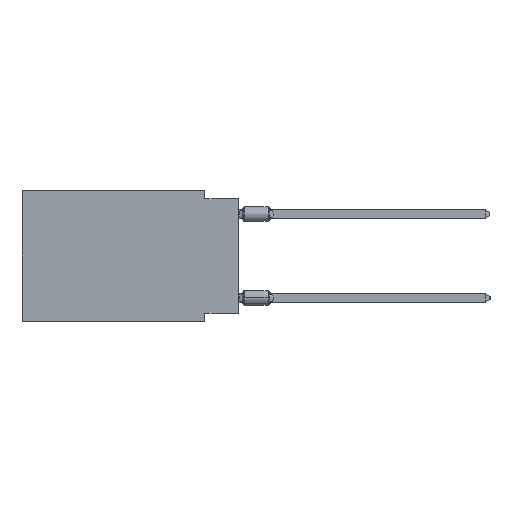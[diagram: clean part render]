
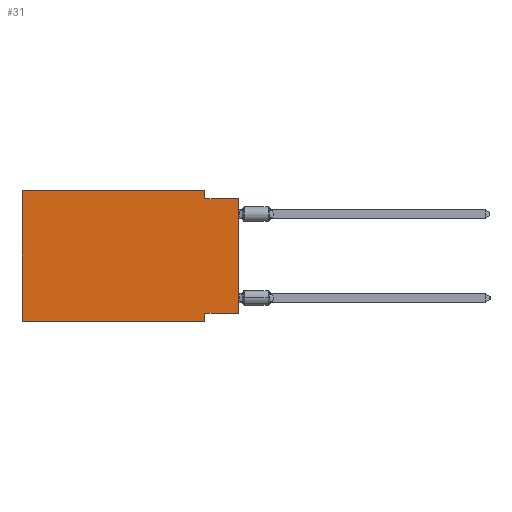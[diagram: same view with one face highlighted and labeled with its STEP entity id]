
A CAD part, left-side view. The second image highlights one B-rep face of the part: STEP entity #31.
In plain terms, the highlighted planar face has unit normal (-1, 0, 0).
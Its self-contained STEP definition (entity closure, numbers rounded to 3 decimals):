
#31 = ADVANCED_FACE ( 'NONE', ( #37947 ), #38367, .F. ) ;
#1898 = CARTESIAN_POINT ( 'NONE',  ( 0., 16.383, 0. ) ) ;
#2139 = VERTEX_POINT ( 'NONE', #20945 ) ;
#2671 = DIRECTION ( 'NONE',  ( 0., -1., 0. ) ) ;
#4108 = ORIENTED_EDGE ( 'NONE', *, *, #26210, .F. ) ;
#4958 = VECTOR ( 'NONE', #32609, 1000. ) ;
#6090 = EDGE_CURVE ( 'NONE', #24561, #10118, #20994, .T. ) ;
#6252 = ORIENTED_EDGE ( 'NONE', *, *, #12733, .F. ) ;
#7326 = EDGE_CURVE ( 'NONE', #32764, #2139, #37721, .T. ) ;
#9784 = CARTESIAN_POINT ( 'NONE',  ( 0., 16.383, -9.906 ) ) ;
#9984 = ORIENTED_EDGE ( 'NONE', *, *, #6090, .F. ) ;
#10118 = VERTEX_POINT ( 'NONE', #14711 ) ;
#10664 = DIRECTION ( 'NONE',  ( 0., 0., -1. ) ) ;
#10673 = VECTOR ( 'NONE', #37933, 1000. ) ;
#10891 = EDGE_CURVE ( 'NONE', #41268, #36927, #20119, .T. ) ;
#11265 = ORIENTED_EDGE ( 'NONE', *, *, #37473, .T. ) ;
#12354 = CARTESIAN_POINT ( 'NONE',  ( 0., 2.54, -9.271 ) ) ;
#12733 = EDGE_CURVE ( 'NONE', #21447, #2139, #29673, .T. ) ;
#13050 = CARTESIAN_POINT ( 'NONE',  ( 0., 16.383, 0. ) ) ;
#14542 = VECTOR ( 'NONE', #15651, 1000. ) ;
#14711 = CARTESIAN_POINT ( 'NONE',  ( 0., 2.54, 0. ) ) ;
#15651 = DIRECTION ( 'NONE',  ( 0., 0., 1. ) ) ;
#16943 = CARTESIAN_POINT ( 'NONE',  ( 0., 2.54, -0.635 ) ) ;
#17163 = ORIENTED_EDGE ( 'NONE', *, *, #10891, .F. ) ;
#18445 = EDGE_CURVE ( 'NONE', #10118, #21447, #26791, .T. ) ;
#19187 = CARTESIAN_POINT ( 'NONE',  ( 0., 0., -0.635 ) ) ;
#20119 = LINE ( 'NONE', #26972, #20363 ) ;
#20363 = VECTOR ( 'NONE', #10664, 1000. ) ;
#20467 = ORIENTED_EDGE ( 'NONE', *, *, #7326, .T. ) ;
#20945 = CARTESIAN_POINT ( 'NONE',  ( 0., 0., -0.635 ) ) ;
#20994 = LINE ( 'NONE', #1898, #10673 ) ;
#21209 = DIRECTION ( 'NONE',  ( 0., 0., 1. ) ) ;
#21244 = LINE ( 'NONE', #28305, #26101 ) ;
#21447 = VERTEX_POINT ( 'NONE', #16943 ) ;
#22277 = CARTESIAN_POINT ( 'NONE',  ( 0., 16.383, 0. ) ) ;
#22410 = VECTOR ( 'NONE', #21209, 1000. ) ;
#22525 = CARTESIAN_POINT ( 'NONE',  ( 0., 2.54, -9.906 ) ) ;
#24561 = VERTEX_POINT ( 'NONE', #31117 ) ;
#24642 = DIRECTION ( 'NONE',  ( 0., 0., -1. ) ) ;
#25780 = AXIS2_PLACEMENT_3D ( 'NONE', #22277, #41585, #24642 ) ;
#26101 = VECTOR ( 'NONE', #34328, 1000. ) ;
#26210 = EDGE_CURVE ( 'NONE', #32764, #41268, #21244, .T. ) ;
#26791 = LINE ( 'NONE', #39048, #4958 ) ;
#26972 = CARTESIAN_POINT ( 'NONE',  ( 0., 2.54, -9.906 ) ) ;
#27609 = EDGE_CURVE ( 'NONE', #37687, #24561, #35807, .T. ) ;
#28305 = CARTESIAN_POINT ( 'NONE',  ( 0., 0., -9.271 ) ) ;
#29673 = LINE ( 'NONE', #19187, #33808 ) ;
#30851 = CARTESIAN_POINT ( 'NONE',  ( 0., 0., 0. ) ) ;
#30926 = EDGE_LOOP ( 'NONE', ( #20467, #6252, #38840, #9984, #34430, #11265, #17163, #4108 ) ) ;
#31117 = CARTESIAN_POINT ( 'NONE',  ( 0., 16.383, 0. ) ) ;
#32609 = DIRECTION ( 'NONE',  ( 0., 0., -1. ) ) ;
#32764 = VERTEX_POINT ( 'NONE', #38259 ) ;
#33614 = CARTESIAN_POINT ( 'NONE',  ( 0., 16.383, -9.906 ) ) ;
#33808 = VECTOR ( 'NONE', #2671, 1000. ) ;
#34328 = DIRECTION ( 'NONE',  ( 0., 1., 0. ) ) ;
#34430 = ORIENTED_EDGE ( 'NONE', *, *, #27609, .F. ) ;
#35144 = VECTOR ( 'NONE', #37283, 1000. ) ;
#35807 = LINE ( 'NONE', #13050, #14542 ) ;
#36927 = VERTEX_POINT ( 'NONE', #22525 ) ;
#37283 = DIRECTION ( 'NONE',  ( 0., -1., 0. ) ) ;
#37473 = EDGE_CURVE ( 'NONE', #37687, #36927, #40277, .T. ) ;
#37687 = VERTEX_POINT ( 'NONE', #9784 ) ;
#37721 = LINE ( 'NONE', #30851, #22410 ) ;
#37933 = DIRECTION ( 'NONE',  ( 0., -1., 0. ) ) ;
#37947 = FACE_OUTER_BOUND ( 'NONE', #30926, .T. ) ;
#38259 = CARTESIAN_POINT ( 'NONE',  ( 0., 0., -9.271 ) ) ;
#38367 = PLANE ( 'NONE',  #25780 ) ;
#38840 = ORIENTED_EDGE ( 'NONE', *, *, #18445, .F. ) ;
#39048 = CARTESIAN_POINT ( 'NONE',  ( 0., 2.54, 0. ) ) ;
#40277 = LINE ( 'NONE', #33614, #35144 ) ;
#41268 = VERTEX_POINT ( 'NONE', #12354 ) ;
#41585 = DIRECTION ( 'NONE',  ( 1., 0., 0. ) ) ;
